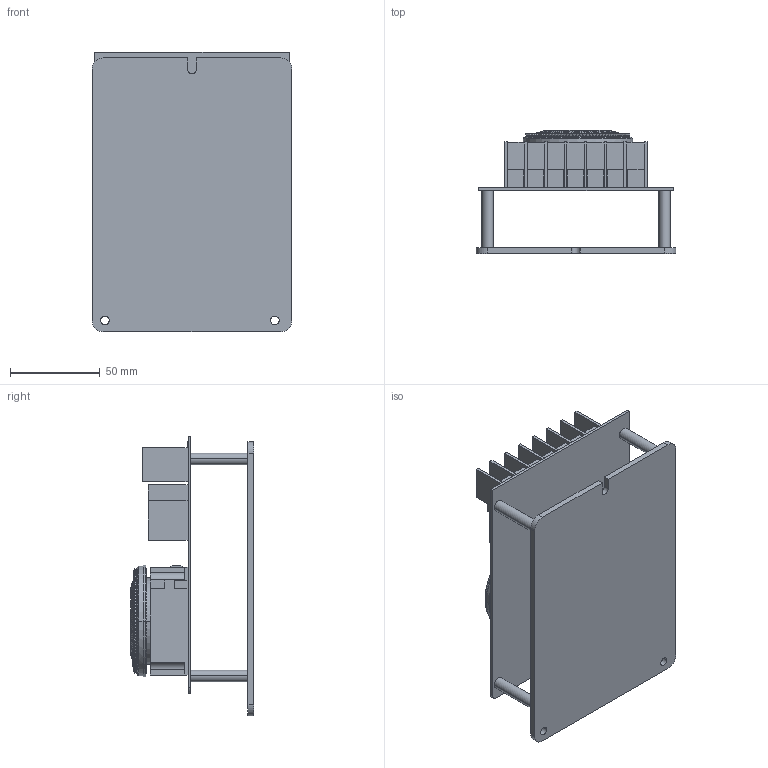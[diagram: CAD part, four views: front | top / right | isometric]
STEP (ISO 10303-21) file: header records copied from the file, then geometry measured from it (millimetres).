
FILE_DESCRIPTION((''),'2;1');
FILE_NAME('119-9537_ASM','2024-12-05T11:33:07',('U434391'),('DANFOSS COMMERCIAL COMPRESSOR'),'CREO PARAMETRIC BY PTC INC, 2022124','CREO PARAMETRIC BY PTC INC, 2022124','');
FILE_SCHEMA(('CONFIG_CONTROL_DESIGN'));
Products named in the file (3): 119-9537; TIMER_24H_1; 119-9537_ASM
Assembly tree (2 placements, depth 2):
  119-9537_ASM
    119-9537
    TIMER_24H_1
Bounding box: 111.12 x 68.61 x 155.57 mm (x, y, z)
Volume: 202977.2 mm3; surface area: 115679.3 mm2
Topology: 3 solids, 3 shells, 4443 faces, 12868 edges, 8451 vertices
Faces by surface type: plane 3174, cone 634, cylinder 443, bspline 156, torus 36
Entity records: 152103 total; most frequent: CARTESIAN_POINT 40229, ORIENTED_EDGE 25736, DIRECTION 20105, EDGE_CURVE 12868, VERTEX_POINT 8451, AXIS2_PLACEMENT_3D 6749, VECTOR 6607, LINE 6607
